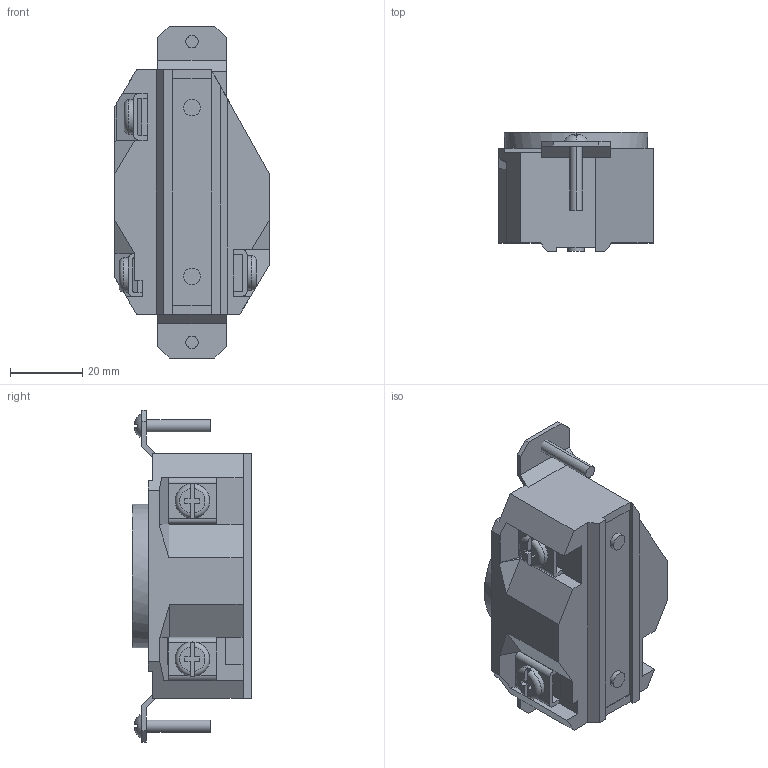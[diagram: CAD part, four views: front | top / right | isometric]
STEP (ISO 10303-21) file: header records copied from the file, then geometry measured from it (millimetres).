
FILE_DESCRIPTION (( 'STEP AP203' ), '1' );
FILE_NAME ('88031081.STEP', '2010-01-15T14:51:44', ( 'Ryan Marsh' ), ( 'Advanced Technical Services' ), 'SwSTEP 2.0', 'SolidWorks 2009', '' );
FILE_SCHEMA (( 'CONFIG_CONTROL_DESIGN' ));
Length unit declared in the file: inch
Products named in the file (1): 88031081
Bounding box: 42.8 x 33.16 x 92.08 mm (x, y, z)
Volume: 66990.8 mm3; surface area: 19332.2 mm2
Topology: 9 solids, 9 shells, 330 faces, 862 edges, 564 vertices
Faces by surface type: plane 248, cylinder 67, torus 6, cone 5, sphere 4
Entity records: 10257 total; most frequent: CARTESIAN_POINT 1889, ORIENTED_EDGE 1724, DIRECTION 1716, EDGE_CURVE 862, VECTOR 638, LINE 638, VERTEX_POINT 564, AXIS2_PLACEMENT_3D 539
